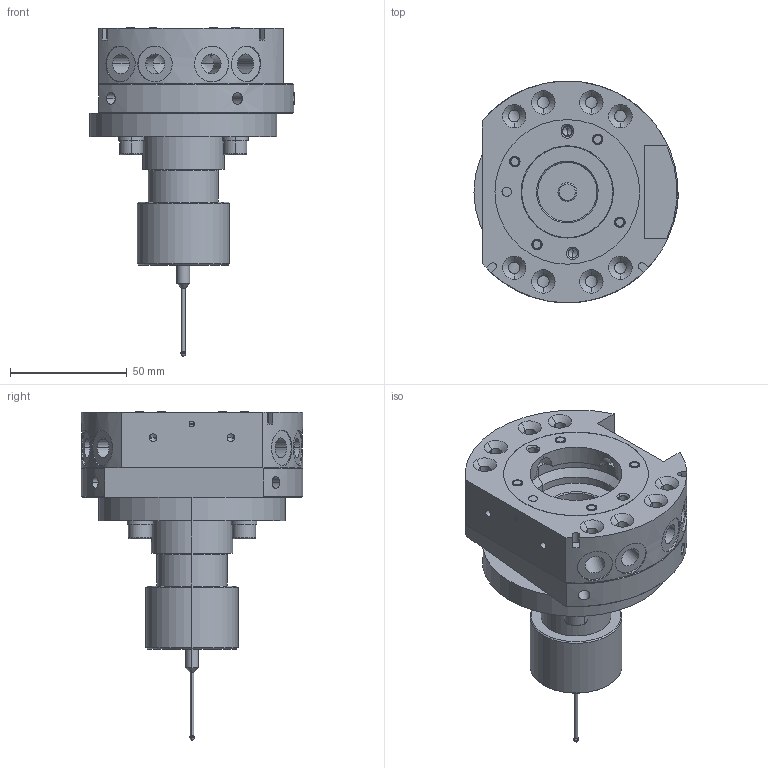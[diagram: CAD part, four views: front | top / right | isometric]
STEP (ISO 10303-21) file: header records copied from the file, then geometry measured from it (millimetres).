
FILE_DESCRIPTION((''),'2;1');
FILE_NAME('WERKSTUECKVERMESSUNG_01_ASM','2024-02-27T21:02:16',('Johannes'),(''),'CREO PARAMETRIC BY PTC INC, 2022014','CREO PARAMETRIC BY PTC INC, 2022014','');
FILE_SCHEMA(('CONFIG_CONTROL_DESIGN'));
Length unit declared in the file: millimetre
Products named in the file (13): K_X_F6RPER1-15; K_X_F6RPER1-16; 3D-MODELL_3D-FINDER_ASM; 3D_FINDER_MESSTASTER_ASM; AUFNAHME; _0302576_ROHLING_SWM-TSS-3319; SCHUNK-SWA-021__0_1; SCHUNK-0302327_SWA-021-000-000__ASM; UT_SCHUNK-0302327_SWA-021_ASM; ISO4762-M6X35-8_8; DINENISO7092-6; GEWINDESTIFT_ISO_4026-M6X12; WERKSTUECKVERMESSUNG_01_ASM
Assembly tree (26 placements, depth 4):
  WERKSTUECKVERMESSUNG_01_ASM
    3D_FINDER_MESSTASTER_ASM
      3D-MODELL_3D-FINDER_ASM
        K_X_F6RPER1-15
        K_X_F6RPER1-16
    AUFNAHME
    _0302576_ROHLING_SWM-TSS-3319
    UT_SCHUNK-0302327_SWA-021_ASM
      SCHUNK-0302327_SWA-021-000-000__ASM
        SCHUNK-SWA-021__0_1
    ISO4762-M6X35-8_8  x8
    DINENISO7092-6  x8
    GEWINDESTIFT_ISO_4026-M6X12
Bounding box: 87.44 x 95 x 140.6 mm (x, y, z)
Volume: 292482.4 mm3; surface area: 89142.1 mm2
Topology: 22 solids, 31 shells, 738 faces, 1791 edges, 1127 vertices
Faces by surface type: plane 304, cylinder 284, cone 122, torus 22, sphere 6
Entity records: 17682 total; most frequent: CARTESIAN_POINT 4067, DIRECTION 2925, ORIENTED_EDGE 2640, EDGE_CURVE 1325, AXIS2_PLACEMENT_3D 1117, VERTEX_POINT 861, VECTOR 691, LINE 691
